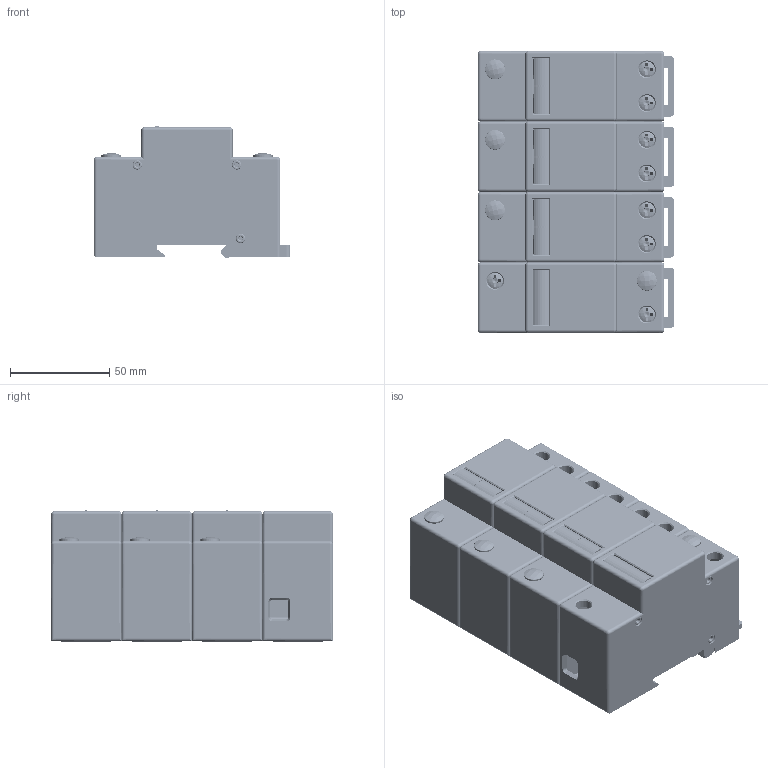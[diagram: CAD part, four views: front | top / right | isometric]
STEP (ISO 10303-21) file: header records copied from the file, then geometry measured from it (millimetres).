
FILE_DESCRIPTION (( 'STEP AP214' ), '1' );
FILE_NAME ('SPC3.0.STEP', '2019-09-24T07:19:59', ( '砐錪賧瘔蠈錪 Windows' ), ( '' ), 'SwSTEP 2.0', 'SolidWorks 2018', '' );
FILE_SCHEMA (( 'AUTOMOTIVE_DESIGN' ));
Length unit declared in the file: millimetre
Products named in the file (23): Êîïèÿ (13) ^SPC3_SPC3.0(2)_SPC3.0; Êîïèÿ (2) ^SPC3_SPC3.0(2)_SPC3.0; Êîïèÿ (12) ^SPC3_SPC3.0(2)_SPC3.0; Êîïèÿ (3) ^SPC3_SPC3.0(2)_SPC3.0; Êîïèÿ (8) ^SPC3_SPC3.0(2)_SPC3.0; ^SPC3_SPC3.0(2)_SPC3.0; Êîïèÿ (4) ^_SPC3_SPC3.0(2)_SPC3.0; Êîïèÿ (6) ^SPC3_SPC3.0(2)_SPC3.0; Êîïèÿ (2) ^_SPC3_SPC3.0(2)_SPC3.0; Êîïèÿ (7) ^SPC3_SPC3.0(2)_SPC3.0; Êîïèÿ (5) ^SPC3_SPC3.0(2)_SPC3.0; Êîïèÿ (10) ^SPC3_SPC3.0(2)_SPC3.0; SPC3^SPC3.0(2)_SPC3.0; ^SPC3.0(2)_SPC3.0; SPC3.0; Êîïèÿ (9) ^SPC3_SPC3.0(2)_SPC3.0; Êîïèÿ (11) ^SPC3_SPC3.0(2)_SPC3.0; ^_SPC3_SPC3.0(2)_SPC3.0; Êîïèÿ (14) ^SPC3_SPC3.0(2)_SPC3.0; Êîïèÿ (4) ^SPC3_SPC3.0(2)_SPC3.0; SPC3.0(2)^SPC3.0; Êîïèÿ (3) ^_SPC3_SPC3.0(2)_SPC3.0
Assembly tree (50 placements, depth 5):
  SPC3.0
    SPC3.0(2)^SPC3.0
      SPC3^SPC3.0(2)_SPC3.0
        ^SPC3_SPC3.0(2)_SPC3.0  x3
          ^_SPC3_SPC3.0(2)_SPC3.0
          Êîïèÿ (2) ^_SPC3_SPC3.0(2)_SPC3.0
          Êîïèÿ (3) ^_SPC3_SPC3.0(2)_SPC3.0
          Êîïèÿ (4) ^_SPC3_SPC3.0(2)_SPC3.0
        ^SPC3_SPC3.0(2)_SPC3.0  x2
        Êîïèÿ (2) ^SPC3_SPC3.0(2)_SPC3.0  x4
        Êîïèÿ (3) ^SPC3_SPC3.0(2)_SPC3.0  x4
        Êîïèÿ (4) ^SPC3_SPC3.0(2)_SPC3.0  x4
        Êîïèÿ (5) ^SPC3_SPC3.0(2)_SPC3.0
        Êîïèÿ (6) ^SPC3_SPC3.0(2)_SPC3.0  x4
        Êîïèÿ (7) ^SPC3_SPC3.0(2)_SPC3.0
        Êîïèÿ (8) ^SPC3_SPC3.0(2)_SPC3.0
        Êîïèÿ (9) ^SPC3_SPC3.0(2)_SPC3.0  x2
        Êîïèÿ (10) ^SPC3_SPC3.0(2)_SPC3.0
        Êîïèÿ (11) ^SPC3_SPC3.0(2)_SPC3.0
        Êîïèÿ (12) ^SPC3_SPC3.0(2)_SPC3.0  x3
        Êîïèÿ (13) ^SPC3_SPC3.0(2)_SPC3.0  x4
        Êîïèÿ (14) ^SPC3_SPC3.0(2)_SPC3.0  x4
      ^SPC3.0(2)_SPC3.0  x3
Bounding box: 99.06 x 142 x 66.13 mm (x, y, z)
Volume: 234382.5 mm3; surface area: 278842.2 mm2
Topology: 57 solids, 57 shells, 7794 faces, 20602 edges, 12981 vertices
Faces by surface type: cone 2902, plane 2737, cylinder 1983, torus 110, sphere 62
Entity records: 78345 total; most frequent: DIRECTION 14059, CARTESIAN_POINT 13569, ORIENTED_EDGE 13174, EDGE_CURVE 6587, AXIS2_PLACEMENT_3D 5007, VERTEX_POINT 4205, VECTOR 4045, LINE 4045
